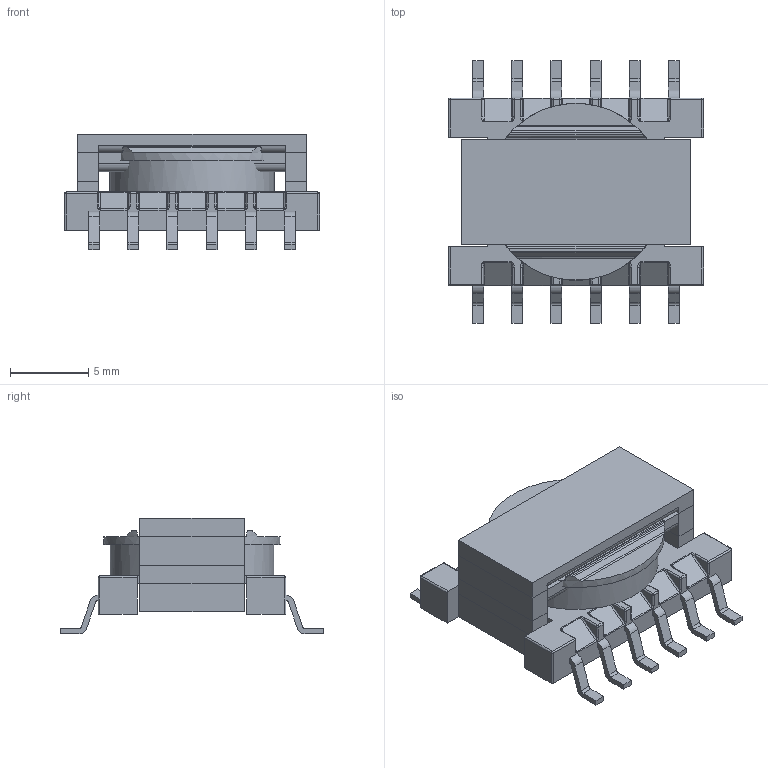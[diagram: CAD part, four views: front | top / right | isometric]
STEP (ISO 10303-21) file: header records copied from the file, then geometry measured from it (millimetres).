
FILE_DESCRIPTION( ( 'Unknown' ), '1' );
FILE_NAME( '749196211.stp', 'Unknown', ( 'Unknown' ), ( 'Unknown' ), 'XStep 1.0', 'Unknown', ' ' );
FILE_SCHEMA( ( 'automotive_design' ) );
Length unit declared in the file: millimetre
Products named in the file (3): Assem1; Gehäuse; ER 14.5_6
Bounding box: 16.3 x 16.8 x 7.4 mm (x, y, z)
Volume: 1348.8 mm3; surface area: 2442.4 mm2
Topology: 5 solids, 5 shells, 786 faces, 1964 edges, 1169 vertices
Faces by surface type: plane 331, cylinder 327, bspline 80, sphere 48
Full cylindrical faces by diameter (mm): 4.8 x3, 5 x2, 10.5 x2, 11.3 x2
Entity records: 11936 total; most frequent: CARTESIAN_POINT 2664, DIRECTION 1988, ORIENTED_EDGE 1868, EDGE_CURVE 934, AXIS2_PLACEMENT_3D 720, VERTEX_POINT 570, LINE 548, VECTOR 548
